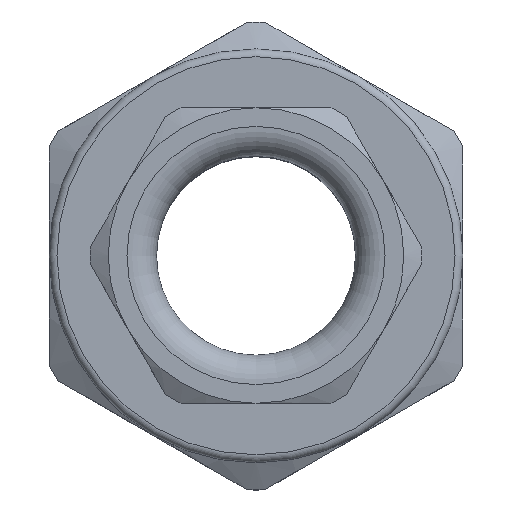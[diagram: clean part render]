
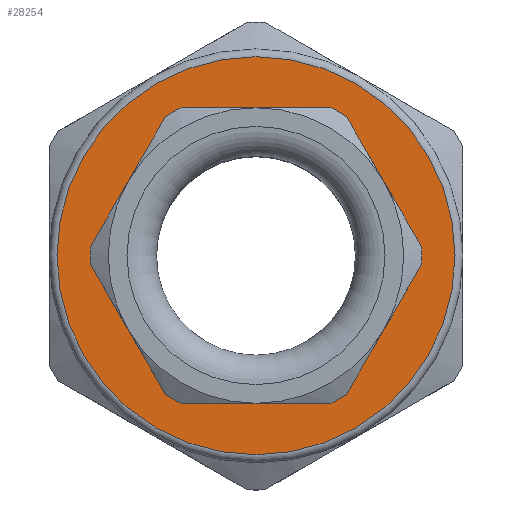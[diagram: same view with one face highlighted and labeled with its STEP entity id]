
A CAD part, top view. The second image highlights one B-rep face of the part: STEP entity #28254.
In plain terms, the highlighted planar face has unit normal (0, 0, 1).
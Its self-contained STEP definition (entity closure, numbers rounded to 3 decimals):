
#28227=CARTESIAN_POINT('',(0.,0.,33.));
#28228=DIRECTION('',(0.,0.,1.));
#28229=DIRECTION('',(1.,0.,0.));
#28230=AXIS2_PLACEMENT_3D('',#28227,#28228,#28229);
#28231=PLANE('',#28230);
#28232=CARTESIAN_POINT('',(14.5,-0.,33.));
#28233=VERTEX_POINT('',#28232);
#28234=CARTESIAN_POINT('',(0.,0.,33.));
#28235=DIRECTION('',(-0.,-0.,-1.));
#28236=DIRECTION('',(1.,0.,-0.));
#28237=AXIS2_PLACEMENT_3D('',#28234,#28235,#28236);
#28238=CIRCLE('',#28237,14.5);
#28239=EDGE_CURVE('',#28233,#28233,#28238,.T.);
#28240=ORIENTED_EDGE('',*,*,#28239,.T.);
#28241=EDGE_LOOP('',(#28240));
#28242=FACE_BOUND('',#28241,.T.);
#28243=CARTESIAN_POINT('',(20.2,-0.,33.));
#28244=VERTEX_POINT('',#28243);
#28245=CARTESIAN_POINT('',(0.,0.,33.));
#28246=DIRECTION('',(0.,0.,1.));
#28247=DIRECTION('',(1.,0.,-0.));
#28248=AXIS2_PLACEMENT_3D('',#28245,#28246,#28247);
#28249=CIRCLE('',#28248,20.2);
#28250=EDGE_CURVE('',#28244,#28244,#28249,.T.);
#28251=ORIENTED_EDGE('',*,*,#28250,.T.);
#28252=EDGE_LOOP('',(#28251));
#28253=FACE_BOUND('',#28252,.T.);
#28254=ADVANCED_FACE('',(#28242,#28253),#28231,.T.);
